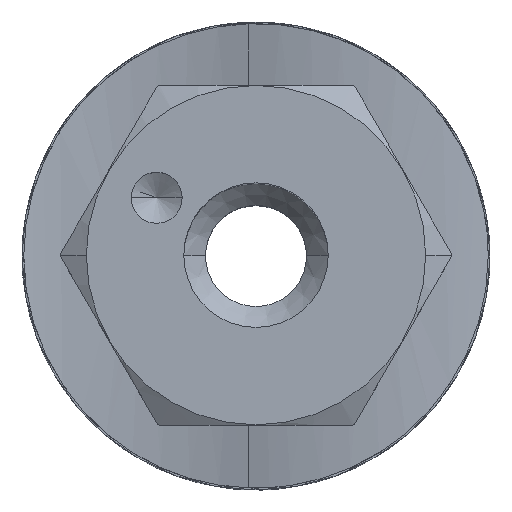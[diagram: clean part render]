
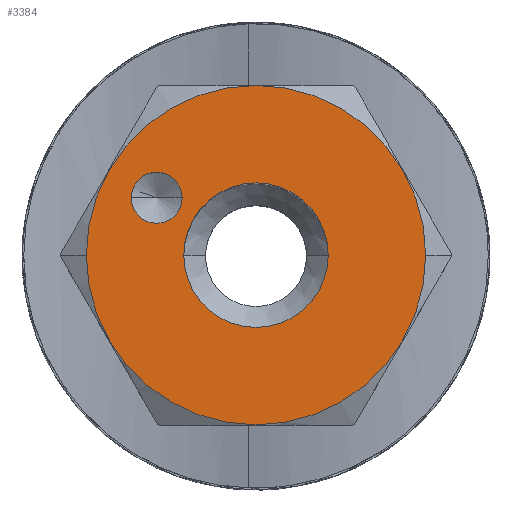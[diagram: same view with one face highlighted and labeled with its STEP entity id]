
A CAD part, top view. The second image highlights one B-rep face of the part: STEP entity #3384.
In plain terms, the highlighted planar face has unit normal (0, 0, 1).
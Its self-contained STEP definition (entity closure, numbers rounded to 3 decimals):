
#502=CARTESIAN_POINT('',(0.,0.,2.5));
#503=DIRECTION('',(0.,0.,1.));
#504=DIRECTION('',(1.,0.,0.));
#505=AXIS2_PLACEMENT_3D('',#502,#503,#504);
#840=CARTESIAN_POINT('',(0.,0.,2.5));
#841=DIRECTION('',(0.,0.,1.));
#842=DIRECTION('',(-1.,0.,0.));
#843=AXIS2_PLACEMENT_3D('',#840,#841,#842);
#1038=CARTESIAN_POINT('',(0.,0.,2.5));
#1039=DIRECTION('',(0.,0.,-1.));
#1040=DIRECTION('',(1.,0.,0.));
#1041=AXIS2_PLACEMENT_3D('',#1038,#1039,#1040);
#1043=CARTESIAN_POINT('',(0.,0.,2.5));
#1044=DIRECTION('',(0.,0.,-1.));
#1045=DIRECTION('',(-1.,0.,0.));
#1046=AXIS2_PLACEMENT_3D('',#1043,#1044,#1045);
#1048=CARTESIAN_POINT('',(-2.338,1.35,2.5));
#1049=DIRECTION('',(0.,0.,1.));
#1050=DIRECTION('',(-1.,0.,0.));
#1051=AXIS2_PLACEMENT_3D('',#1048,#1049,#1050);
#1053=CARTESIAN_POINT('',(-2.338,1.35,2.5));
#1054=DIRECTION('',(0.,0.,1.));
#1055=DIRECTION('',(1.,0.,0.));
#1056=AXIS2_PLACEMENT_3D('',#1053,#1054,#1055);
#2539=CARTESIAN_POINT('',(3.994,0.,2.5));
#2540=CARTESIAN_POINT('',(-3.994,0.,2.5));
#2541=VERTEX_POINT('',#2539);
#2542=VERTEX_POINT('',#2540);
#2631=CARTESIAN_POINT('',(1.7,0.,2.5));
#2632=CARTESIAN_POINT('',(-1.7,0.,2.5));
#2633=VERTEX_POINT('',#2631);
#2634=VERTEX_POINT('',#2632);
#2669=CARTESIAN_POINT('',(-2.938,1.35,2.5));
#2670=CARTESIAN_POINT('',(-1.738,1.35,2.5));
#2671=VERTEX_POINT('',#2669);
#2672=VERTEX_POINT('',#2670);
#3363=CARTESIAN_POINT('',(0.,0.,2.5));
#3364=DIRECTION('',(0.,0.,1.));
#3365=DIRECTION('',(1.,0.,0.));
#3366=AXIS2_PLACEMENT_3D('',#3363,#3364,#3365);
#3367=PLANE('',#3366);
#3368=ORIENTED_EDGE('',*,*,#3157,.F.);
#3369=ORIENTED_EDGE('',*,*,#3290,.F.);
#3370=EDGE_LOOP('',(#3368,#3369));
#3371=FACE_OUTER_BOUND('',#3370,.F.);
#3373=ORIENTED_EDGE('',*,*,#3372,.F.);
#3375=ORIENTED_EDGE('',*,*,#3374,.F.);
#3376=EDGE_LOOP('',(#3373,#3375));
#3377=FACE_BOUND('',#3376,.F.);
#3379=ORIENTED_EDGE('',*,*,#3378,.T.);
#3381=ORIENTED_EDGE('',*,*,#3380,.T.);
#3382=EDGE_LOOP('',(#3379,#3381));
#3383=FACE_BOUND('',#3382,.F.);
#3384=ADVANCED_FACE('',(#3371,#3377,#3383),#3367,.T.);
#506=CIRCLE('',#505,3.994);
#844=CIRCLE('',#843,3.994);
#1042=CIRCLE('',#1041,1.7);
#1047=CIRCLE('',#1046,1.7);
#1052=CIRCLE('',#1051,0.6);
#1057=CIRCLE('',#1056,0.6);
#3157=EDGE_CURVE('',#2541,#2542,#506,.T.);
#3290=EDGE_CURVE('',#2542,#2541,#844,.T.);
#3372=EDGE_CURVE('',#2633,#2634,#1042,.T.);
#3374=EDGE_CURVE('',#2634,#2633,#1047,.T.);
#3378=EDGE_CURVE('',#2671,#2672,#1052,.T.);
#3380=EDGE_CURVE('',#2672,#2671,#1057,.T.);
